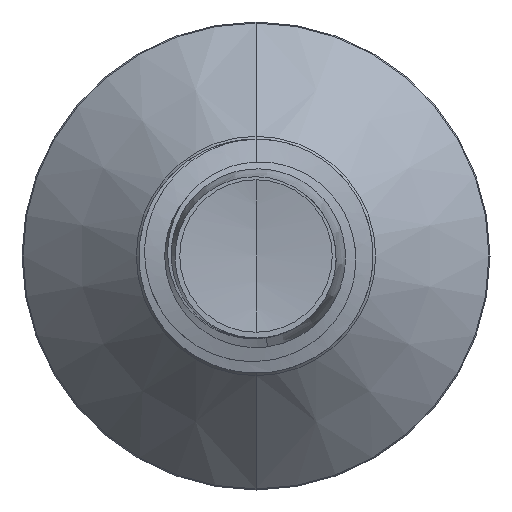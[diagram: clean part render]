
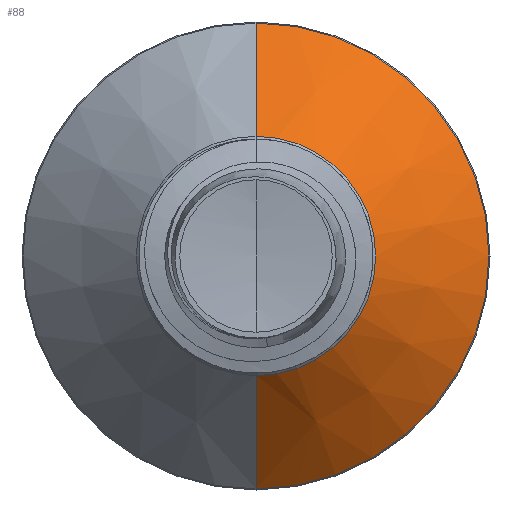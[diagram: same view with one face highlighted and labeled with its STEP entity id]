
A CAD part, front view. The second image highlights one B-rep face of the part: STEP entity #88.
In plain terms, the highlighted conical face has half-angle 45 degrees and reference radius 2.302 mm.
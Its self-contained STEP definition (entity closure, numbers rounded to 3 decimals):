
#3 = DIRECTION ( 'NONE',  ( 0., 0.707, 0.707 ) ) ;
#88 = ADVANCED_FACE ( 'NONE', ( #12059 ), #11767, .T. ) ;
#97 = CARTESIAN_POINT ( 'NONE',  ( 0., 5.28, -4.48 ) ) ;
#257 = CIRCLE ( 'NONE', #10314, 2.302 ) ;
#315 = CARTESIAN_POINT ( 'NONE',  ( 0., 3.102, 0. ) ) ;
#1338 = EDGE_CURVE ( 'NONE', #7601, #2252, #3662, .T. ) ;
#1704 = VECTOR ( 'NONE', #3, 1000. ) ;
#1717 = LINE ( 'NONE', #5889, #1704 ) ;
#1927 = CARTESIAN_POINT ( 'NONE',  ( 0., 3.102, -2.302 ) ) ;
#2075 = DIRECTION ( 'NONE',  ( 0., 1., 0. ) ) ;
#2252 = VERTEX_POINT ( 'NONE', #97 ) ;
#2685 = LINE ( 'NONE', #1927, #2730 ) ;
#2730 = VECTOR ( 'NONE', #5810, 1000. ) ;
#3189 = CARTESIAN_POINT ( 'NONE',  ( 0., 5.28, 0. ) ) ;
#3575 = EDGE_CURVE ( 'NONE', #5544, #2252, #2685, .T. ) ;
#3662 = CIRCLE ( 'NONE', #9274, 4.48 ) ;
#3735 = CARTESIAN_POINT ( 'NONE',  ( 0., 3.102, 0. ) ) ;
#3809 = ORIENTED_EDGE ( 'NONE', *, *, #3575, .T. ) ;
#4120 = EDGE_LOOP ( 'NONE', ( #10204, #3809, #9343, #9415 ) ) ;
#4160 = DIRECTION ( 'NONE',  ( 0., 0., 1. ) ) ;
#4693 = DIRECTION ( 'NONE',  ( 0., 0., 1. ) ) ;
#5544 = VERTEX_POINT ( 'NONE', #7123 ) ;
#5810 = DIRECTION ( 'NONE',  ( 0., 0.707, -0.707 ) ) ;
#5889 = CARTESIAN_POINT ( 'NONE',  ( 0., 3.102, 2.302 ) ) ;
#6629 = EDGE_CURVE ( 'NONE', #8064, #7601, #1717, .T. ) ;
#7123 = CARTESIAN_POINT ( 'NONE',  ( 0., 3.102, -2.302 ) ) ;
#7601 = VERTEX_POINT ( 'NONE', #12075 ) ;
#7603 = DIRECTION ( 'NONE',  ( 0., 0., 1. ) ) ;
#8064 = VERTEX_POINT ( 'NONE', #10708 ) ;
#8268 = AXIS2_PLACEMENT_3D ( 'NONE', #315, #2075, #7603 ) ;
#9274 = AXIS2_PLACEMENT_3D ( 'NONE', #3189, #9800, #4160 ) ;
#9343 = ORIENTED_EDGE ( 'NONE', *, *, #1338, .F. ) ;
#9415 = ORIENTED_EDGE ( 'NONE', *, *, #6629, .F. ) ;
#9800 = DIRECTION ( 'NONE',  ( 0., 1., 0. ) ) ;
#10204 = ORIENTED_EDGE ( 'NONE', *, *, #10981, .T. ) ;
#10314 = AXIS2_PLACEMENT_3D ( 'NONE', #3735, #10325, #4693 ) ;
#10325 = DIRECTION ( 'NONE',  ( 0., 1., 0. ) ) ;
#10708 = CARTESIAN_POINT ( 'NONE',  ( 0., 3.102, 2.302 ) ) ;
#10981 = EDGE_CURVE ( 'NONE', #8064, #5544, #257, .T. ) ;
#11767 = CONICAL_SURFACE ( 'NONE', #8268, 2.302, 0.785 ) ;
#12059 = FACE_OUTER_BOUND ( 'NONE', #4120, .T. ) ;
#12075 = CARTESIAN_POINT ( 'NONE',  ( 0., 5.28, 4.48 ) ) ;
